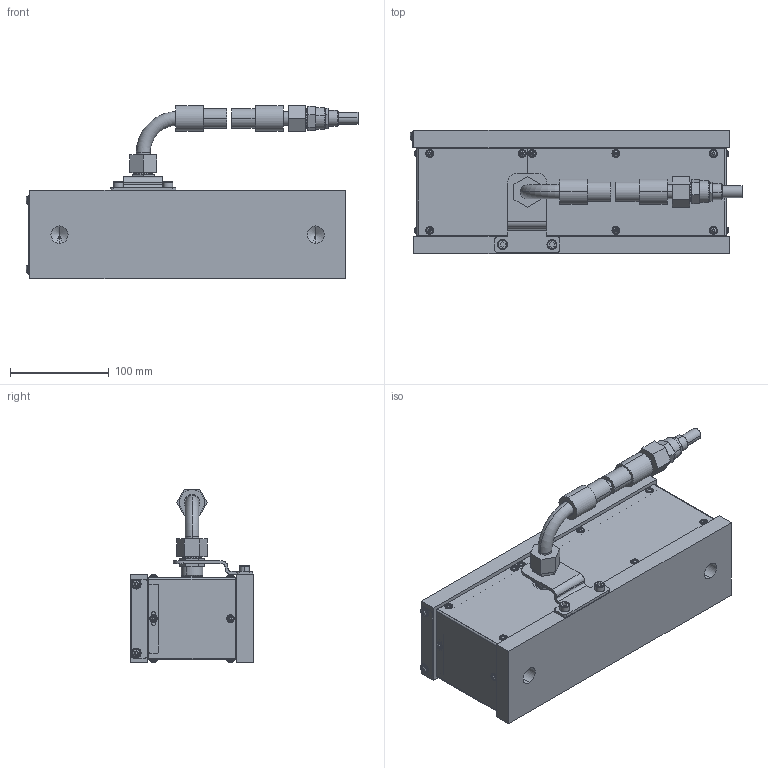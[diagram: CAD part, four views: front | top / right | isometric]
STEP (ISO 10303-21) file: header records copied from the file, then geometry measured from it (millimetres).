
FILE_DESCRIPTION (( 'STEP AP203' ), '1' );
FILE_NAME ('31101653_stp_-.step', '2020-02-17T16:18:22', ( '' ), ( '' ), 'SwSTEP 2.0', 'SolidWorks 2018', '' );
FILE_SCHEMA (( 'CONFIG_CONTROL_DESIGN' ));
Length unit declared in the file: millimetre
Products named in the file (16): 31101516_01; 31101507_stp_01; Zyl-Schr DIN912_M6x10; 31101657_01; 31101504_01; Steuerkabel_12x20; 31101497_01; 31101498_01; Kabelverschraubung_M16x1-5_kurz_ohne Huelse_01; 31101655_01; Ls-Schr eco-fix BN10649_M3x8; 31101653_stp_-; Ls-Schr eco-fix BN10649_M4x8; Hydraulikschlauch_01; 31101656_01; 31101654_01
Assembly tree (44 placements, depth 2):
  31101653_stp_-
    31101507_stp_01
    31101654_01
    31101516_01  x2
    31101655_01  x2
    31101656_01
    31101657_01
    31101498_01  x2
    31101504_01
    Hydraulikschlauch_01
    Kabelverschraubung_M16x1-5_kurz_ohne Huelse_01  x2
    Ls-Schr eco-fix BN10649_M3x8  x24
    Ls-Schr eco-fix BN10649_M4x8  x2
    Zyl-Schr DIN912_M6x10  x2
    Steuerkabel_12x20
    31101497_01
Bounding box: 337 x 125 x 176.5 mm (x, y, z)
Volume: 3342792.7 mm3; surface area: 544490.5 mm2
Topology: 53 solids, 53 shells, 1677 faces, 4065 edges, 2559 vertices
Faces by surface type: cylinder 1035, plane 390, cone 128, torus 122, bspline 2
Entity records: 22105 total; most frequent: DIRECTION 3745, CARTESIAN_POINT 3292, ORIENTED_EDGE 3114, EDGE_CURVE 1557, AXIS2_PLACEMENT_3D 1462, VERTEX_POINT 979, EDGE_LOOP 838, VECTOR 821
